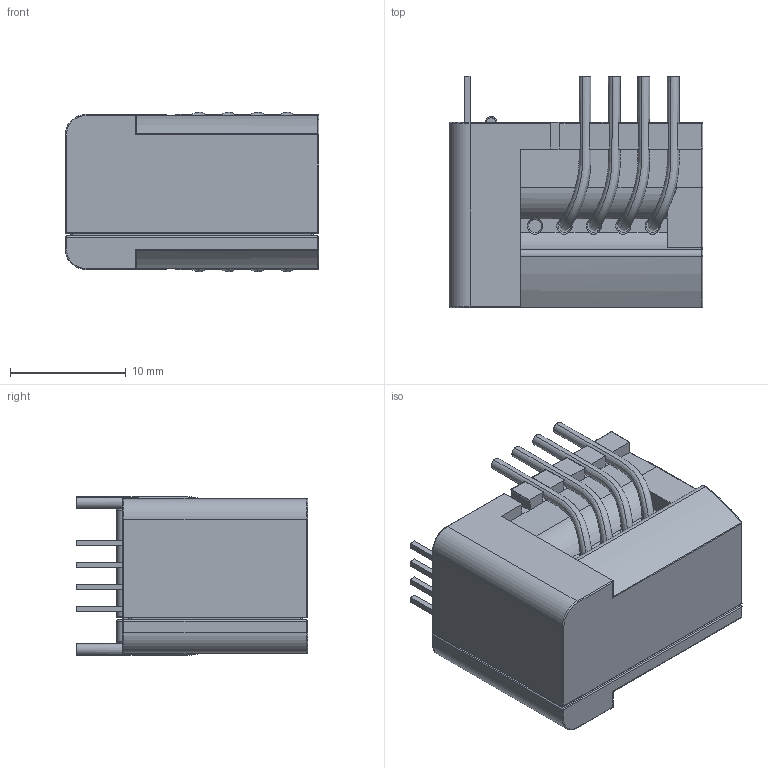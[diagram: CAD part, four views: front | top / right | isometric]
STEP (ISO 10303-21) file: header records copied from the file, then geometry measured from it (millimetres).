
FILE_DESCRIPTION (( 'STEP AP214' ), '1' );
FILE_NAME ('User Library-LEM CKSR.STEP', '2018-10-07T14:20:19', ( '' ), ( '' ), 'SwSTEP 2.0', 'SolidWorks 2018', '' );
FILE_SCHEMA (( 'AUTOMOTIVE_DESIGN' ));
Length unit declared in the file: millimetre
Products named in the file (8): User Library-LEM CKSR; User Library-LEM CKSR_CKSR_6-15-25-50-NP_Blackbox; User Library-LEM CKSR_4_jumpers_VENUS; User Library-LEM CKSR_sec4.2; User Library-LEM CKSR_1.Case; User Library-LEM CKSR_jumper.3; User Library-LEM CKSR_pin_out_4pins
Assembly tree (13 placements, depth 4):
  User Library-LEM CKSR
    User Library-LEM CKSR_1.Case
      User Library-LEM CKSR_1.Case
    User Library-LEM CKSR_CKSR_6-15-25-50-NP_Blackbox
      User Library-LEM CKSR_pin_out_4pins
        User Library-LEM CKSR_sec4.2  x4
      User Library-LEM CKSR_4_jumpers_VENUS
        User Library-LEM CKSR_jumper.3  x4
Bounding box: 21.91 x 20 x 13.77 mm (x, y, z)
Volume: 4276.2 mm3; surface area: 2415.1 mm2
Topology: 9 solids, 9 shells, 350 faces, 912 edges, 577 vertices
Faces by surface type: plane 184, cylinder 102, bspline 44, cone 20
Entity records: 24006 total; most frequent: CARTESIAN_POINT 12808, ORIENTED_EDGE 1672, DIRECTION 1486, EDGE_CURVE 836, VERTEX_POINT 529, AXIS2_PLACEMENT_3D 499, LINE 488, VECTOR 488
